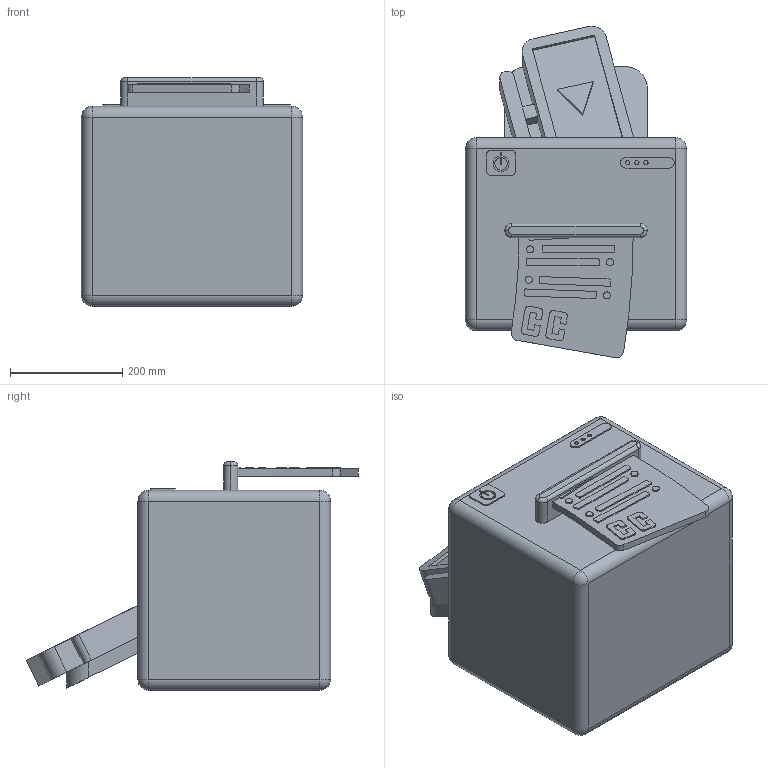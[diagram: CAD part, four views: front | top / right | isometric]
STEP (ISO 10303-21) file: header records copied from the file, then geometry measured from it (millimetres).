
FILE_DESCRIPTION (( 'STEP AP214' ), '1' );
FILE_NAME ('Static_part.STEP', '2018-10-27T18:00:23', ( '' ), ( '' ), 'SwSTEP 2.0', 'SolidWorks 2017', '' );
FILE_SCHEMA (( 'AUTOMOTIVE_DESIGN' ));
Length unit declared in the file: inch
Products named in the file (1): Static_part
Bounding box: 393.7 x 590.69 x 406.4 mm (x, y, z)
Volume: 51021344.2 mm3; surface area: 1120317.3 mm2
Topology: 3 solids, 3 shells, 213 faces, 533 edges, 339 vertices
Faces by surface type: plane 114, cylinder 87, sphere 8, torus 4
Entity records: 9123 total; most frequent: DIRECTION 1126, CARTESIAN_POINT 1090, ORIENTED_EDGE 1050, EDGE_CURVE 525, AXIS2_PLACEMENT_3D 391, VECTOR 344, LINE 344, VERTEX_POINT 339
